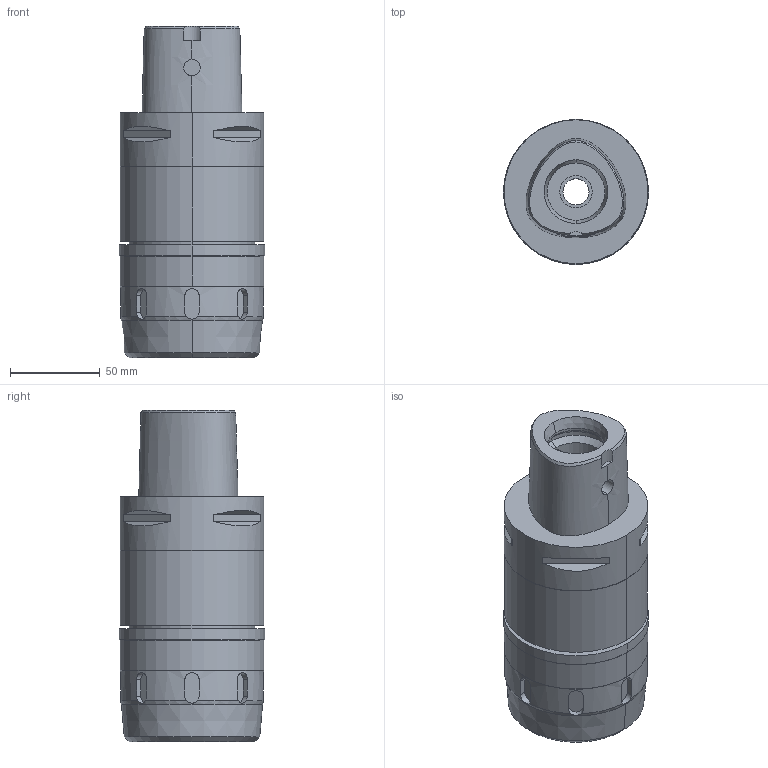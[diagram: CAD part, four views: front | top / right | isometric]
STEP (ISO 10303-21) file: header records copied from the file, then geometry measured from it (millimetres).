
FILE_DESCRIPTION((''),'2;1');
FILE_NAME('C8-HMC32-135','2020-10-08T',('ykawabe'),(''),'CREO PARAMETRIC BY PTC INC, 2016380','CREO PARAMETRIC BY PTC INC, 2016380','');
FILE_SCHEMA(('AUTOMOTIVE_DESIGN { 1 0 10303 214 1 1 1 1 }'));
Length unit declared in the file: millimetre
Products named in the file (1): C8-HMC32-135
Bounding box: 80.7 x 80.7 x 184.3 mm (x, y, z)
Volume: 648111.7 mm3; surface area: 71776.6 mm2
Topology: 1 solids, 1 shells, 127 faces, 335 edges, 220 vertices
Faces by surface type: plane 56, cylinder 49, cone 16, bspline 4, torus 2
Entity records: 6338 total; most frequent: CARTESIAN_POINT 2064, ORIENTED_EDGE 670, DIRECTION 646, PRESENTATION_STYLE_ASSIGNMENT 340, STYLED_ITEM 340, CURVE_STYLE 339, EDGE_CURVE 335, AXIS2_PLACEMENT_3D 252
